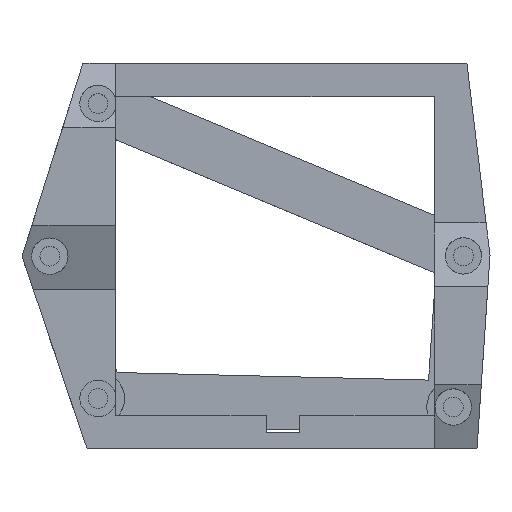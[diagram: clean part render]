
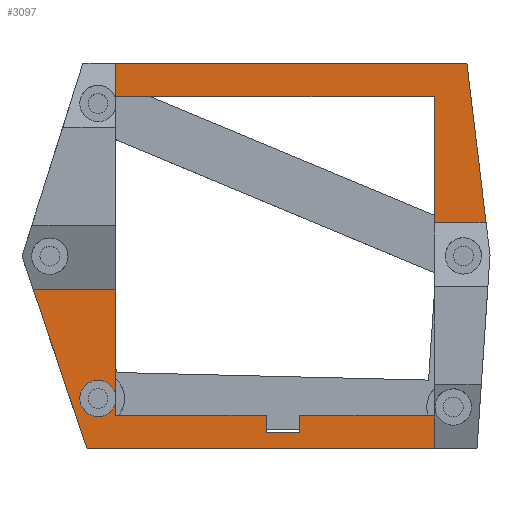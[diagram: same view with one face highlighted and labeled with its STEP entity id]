
A CAD part, top view. The second image highlights one B-rep face of the part: STEP entity #3097.
In plain terms, the highlighted planar face has unit normal (0, 0, 1).
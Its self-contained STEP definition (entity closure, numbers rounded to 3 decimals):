
#85=FACE_BOUND('',#479,.T.);
#86=FACE_BOUND('',#480,.T.);
#87=FACE_BOUND('',#481,.T.);
#88=FACE_BOUND('',#482,.T.);
#89=FACE_BOUND('',#483,.T.);
#146=CIRCLE('',#3353,2.75);
#149=CIRCLE('',#3358,1.5);
#150=CIRCLE('',#3359,1.5);
#151=CIRCLE('',#3360,1.5);
#152=CIRCLE('',#3361,1.5);
#290=FACE_OUTER_BOUND('',#478,.T.);
#478=EDGE_LOOP('',(#2528,#2529,#2530,#2531,#2532,#2533));
#479=EDGE_LOOP('',(#2534));
#480=EDGE_LOOP('',(#2535,#2536,#2537,#2538,#2539,#2540,#2541,#2542,#2543,
#2544));
#481=EDGE_LOOP('',(#2545));
#482=EDGE_LOOP('',(#2546));
#483=EDGE_LOOP('',(#2547));
#796=LINE('',#4892,#1154);
#797=LINE('',#4894,#1155);
#798=LINE('',#4896,#1156);
#799=LINE('',#4898,#1157);
#800=LINE('',#4900,#1158);
#801=LINE('',#4901,#1159);
#802=LINE('',#4905,#1160);
#803=LINE('',#4907,#1161);
#804=LINE('',#4909,#1162);
#805=LINE('',#4911,#1163);
#806=LINE('',#4913,#1164);
#807=LINE('',#4915,#1165);
#808=LINE('',#4917,#1166);
#809=LINE('',#4919,#1167);
#810=LINE('',#4920,#1168);
#1154=VECTOR('',#4014,10.);
#1155=VECTOR('',#4015,10.);
#1156=VECTOR('',#4016,10.);
#1157=VECTOR('',#4017,10.);
#1158=VECTOR('',#4018,10.);
#1159=VECTOR('',#4019,10.);
#1160=VECTOR('',#4022,10.);
#1161=VECTOR('',#4023,10.);
#1162=VECTOR('',#4024,10.);
#1163=VECTOR('',#4025,10.);
#1164=VECTOR('',#4026,10.);
#1165=VECTOR('',#4027,10.);
#1166=VECTOR('',#4028,10.);
#1167=VECTOR('',#4029,10.);
#1168=VECTOR('',#4030,10.);
#1442=VERTEX_POINT('',#4877);
#1443=VERTEX_POINT('',#4878);
#1447=VERTEX_POINT('',#4890);
#1448=VERTEX_POINT('',#4891);
#1449=VERTEX_POINT('',#4893);
#1450=VERTEX_POINT('',#4895);
#1451=VERTEX_POINT('',#4897);
#1452=VERTEX_POINT('',#4899);
#1453=VERTEX_POINT('',#4902);
#1454=VERTEX_POINT('',#4904);
#1455=VERTEX_POINT('',#4906);
#1456=VERTEX_POINT('',#4908);
#1457=VERTEX_POINT('',#4910);
#1458=VERTEX_POINT('',#4912);
#1459=VERTEX_POINT('',#4914);
#1460=VERTEX_POINT('',#4916);
#1461=VERTEX_POINT('',#4918);
#1462=VERTEX_POINT('',#4921);
#1463=VERTEX_POINT('',#4923);
#1464=VERTEX_POINT('',#4925);
#1819=EDGE_CURVE('',#1442,#1443,#146,.T.);
#1825=EDGE_CURVE('',#1447,#1448,#796,.T.);
#1826=EDGE_CURVE('',#1448,#1449,#797,.T.);
#1827=EDGE_CURVE('',#1449,#1450,#798,.T.);
#1828=EDGE_CURVE('',#1450,#1451,#799,.T.);
#1829=EDGE_CURVE('',#1451,#1452,#800,.T.);
#1830=EDGE_CURVE('',#1452,#1447,#801,.T.);
#1831=EDGE_CURVE('',#1453,#1453,#149,.T.);
#1832=EDGE_CURVE('',#1443,#1454,#802,.T.);
#1833=EDGE_CURVE('',#1454,#1455,#803,.T.);
#1834=EDGE_CURVE('',#1455,#1456,#804,.T.);
#1835=EDGE_CURVE('',#1456,#1457,#805,.T.);
#1836=EDGE_CURVE('',#1457,#1458,#806,.T.);
#1837=EDGE_CURVE('',#1458,#1459,#807,.T.);
#1838=EDGE_CURVE('',#1459,#1460,#808,.T.);
#1839=EDGE_CURVE('',#1460,#1461,#809,.T.);
#1840=EDGE_CURVE('',#1461,#1442,#810,.T.);
#1841=EDGE_CURVE('',#1462,#1462,#150,.T.);
#1842=EDGE_CURVE('',#1463,#1463,#151,.T.);
#1843=EDGE_CURVE('',#1464,#1464,#152,.T.);
#2528=ORIENTED_EDGE('',*,*,#1825,.T.);
#2529=ORIENTED_EDGE('',*,*,#1826,.T.);
#2530=ORIENTED_EDGE('',*,*,#1827,.T.);
#2531=ORIENTED_EDGE('',*,*,#1828,.T.);
#2532=ORIENTED_EDGE('',*,*,#1829,.T.);
#2533=ORIENTED_EDGE('',*,*,#1830,.T.);
#2534=ORIENTED_EDGE('',*,*,#1831,.T.);
#2535=ORIENTED_EDGE('',*,*,#1819,.T.);
#2536=ORIENTED_EDGE('',*,*,#1832,.T.);
#2537=ORIENTED_EDGE('',*,*,#1833,.T.);
#2538=ORIENTED_EDGE('',*,*,#1834,.T.);
#2539=ORIENTED_EDGE('',*,*,#1835,.T.);
#2540=ORIENTED_EDGE('',*,*,#1836,.T.);
#2541=ORIENTED_EDGE('',*,*,#1837,.T.);
#2542=ORIENTED_EDGE('',*,*,#1838,.T.);
#2543=ORIENTED_EDGE('',*,*,#1839,.T.);
#2544=ORIENTED_EDGE('',*,*,#1840,.T.);
#2545=ORIENTED_EDGE('',*,*,#1841,.T.);
#2546=ORIENTED_EDGE('',*,*,#1842,.T.);
#2547=ORIENTED_EDGE('',*,*,#1843,.T.);
#2935=PLANE('',#3357);
#3097=ADVANCED_FACE('',(#290,#85,#86,#87,#88,#89),#2935,.T.);
#3353=AXIS2_PLACEMENT_3D('',#4879,#4001,#4002);
#3357=AXIS2_PLACEMENT_3D('',#4889,#4012,#4013);
#3358=AXIS2_PLACEMENT_3D('',#4903,#4020,#4021);
#3359=AXIS2_PLACEMENT_3D('',#4922,#4031,#4032);
#3360=AXIS2_PLACEMENT_3D('',#4924,#4033,#4034);
#3361=AXIS2_PLACEMENT_3D('',#4926,#4035,#4036);
#4001=DIRECTION('center_axis',(0.,0.,-1.));
#4002=DIRECTION('ref_axis',(-1.,0.,0.));
#4012=DIRECTION('center_axis',(0.,0.,1.));
#4013=DIRECTION('ref_axis',(1.,0.,0.));
#4014=DIRECTION('',(-0.301,-0.954,0.));
#4015=DIRECTION('',(0.321,-0.947,0.));
#4016=DIRECTION('',(1.,0.,0.));
#4017=DIRECTION('',(0.067,0.998,0.));
#4018=DIRECTION('',(-0.119,0.993,0.));
#4019=DIRECTION('',(-1.,0.,0.));
#4020=DIRECTION('center_axis',(0.,0.,-1.));
#4021=DIRECTION('ref_axis',(1.,0.,0.));
#4022=DIRECTION('',(0.,1.,0.));
#4023=DIRECTION('',(1.,0.,0.));
#4024=DIRECTION('',(0.,-1.,0.));
#4025=DIRECTION('',(-1.,0.,0.));
#4026=DIRECTION('',(0.,-1.,0.));
#4027=DIRECTION('',(-1.,0.,0.));
#4028=DIRECTION('',(0.,1.,0.));
#4029=DIRECTION('',(-1.,0.,0.));
#4030=DIRECTION('',(0.,1.,0.));
#4031=DIRECTION('center_axis',(0.,0.,-1.));
#4032=DIRECTION('ref_axis',(1.,0.,0.));
#4033=DIRECTION('center_axis',(0.,0.,-1.));
#4034=DIRECTION('ref_axis',(1.,0.,0.));
#4035=DIRECTION('center_axis',(0.,0.,-1.));
#4036=DIRECTION('ref_axis',(1.,0.,0.));
#4877=CARTESIAN_POINT('',(-24.1,-22.308,8.));
#4878=CARTESIAN_POINT('',(-24.1,-20.76,8.));
#4879=CARTESIAN_POINT('Origin',(-26.739,-21.534,8.));
#4889=CARTESIAN_POINT('Origin',(-2.857,0.,
8.));
#4890=CARTESIAN_POINT('',(-29.025,29.1,8.));
#4891=CARTESIAN_POINT('',(-38.228,-0.079,8.));
#4892=CARTESIAN_POINT('',(-38.228,-0.079,8.));
#4893=CARTESIAN_POINT('',(-28.4,-29.1,8.));
#4894=CARTESIAN_POINT('',(-28.4,-29.1,8.));
#4895=CARTESIAN_POINT('',(30.546,-29.1,8.));
#4896=CARTESIAN_POINT('',(30.546,-29.1,8.));
#4897=CARTESIAN_POINT('',(32.514,0.105,8.));
#4898=CARTESIAN_POINT('',(32.514,0.105,8.));
#4899=CARTESIAN_POINT('',(29.025,29.1,8.));
#4900=CARTESIAN_POINT('',(29.025,29.1,8.));
#4901=CARTESIAN_POINT('',(-29.025,29.1,8.));
#4902=CARTESIAN_POINT('',(26.998,0.,8.));
#4903=CARTESIAN_POINT('Origin',(28.498,0.,8.));
#4904=CARTESIAN_POINT('',(-24.1,24.1,8.));
#4905=CARTESIAN_POINT('',(-24.1,-24.1,8.));
#4906=CARTESIAN_POINT('',(24.1,24.1,8.));
#4907=CARTESIAN_POINT('',(-24.1,24.1,8.));
#4908=CARTESIAN_POINT('',(24.1,-24.1,8.));
#4909=CARTESIAN_POINT('',(24.1,24.1,8.));
#4910=CARTESIAN_POINT('',(3.759,-24.1,8.));
#4911=CARTESIAN_POINT('',(24.1,-24.1,8.));
#4912=CARTESIAN_POINT('',(3.759,-26.71,8.));
#4913=CARTESIAN_POINT('',(3.759,-26.71,8.));
#4914=CARTESIAN_POINT('',(-1.321,-26.71,8.));
#4915=CARTESIAN_POINT('',(3.759,-26.71,8.));
#4916=CARTESIAN_POINT('',(-1.321,-24.1,8.));
#4917=CARTESIAN_POINT('',(-1.321,-26.71,8.));
#4918=CARTESIAN_POINT('',(-24.1,-24.1,8.));
#4919=CARTESIAN_POINT('',(24.1,-24.1,8.));
#4920=CARTESIAN_POINT('',(-24.1,-24.1,8.));
#4921=CARTESIAN_POINT('',(25.459,-22.836,8.));
#4922=CARTESIAN_POINT('Origin',(26.959,-22.836,8.));
#4923=CARTESIAN_POINT('',(-35.52,-0.035,8.));
#4924=CARTESIAN_POINT('Origin',(-34.02,-0.035,8.));
#4925=CARTESIAN_POINT('',(-28.239,23.051,8.));
#4926=CARTESIAN_POINT('Origin',(-26.739,23.051,8.));
